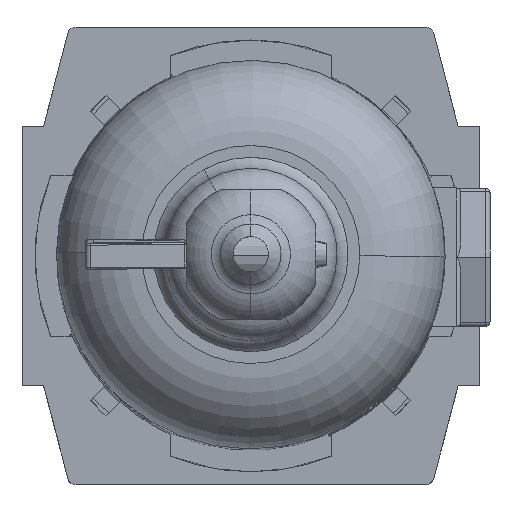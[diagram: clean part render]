
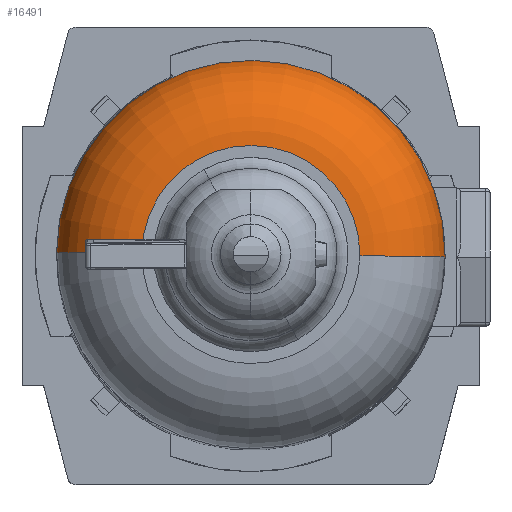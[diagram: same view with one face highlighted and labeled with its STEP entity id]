
A CAD part, top view. The second image highlights one B-rep face of the part: STEP entity #16491.
In plain terms, the highlighted toroidal (fillet/blend) face has major radius 12.625 mm and minor radius 9.875 mm.
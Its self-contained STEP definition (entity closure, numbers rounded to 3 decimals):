
#284 = DIRECTION ( 'NONE',  ( 0., 0., -1. ) ) ;
#1229 = AXIS2_PLACEMENT_3D ( 'NONE', #6126, #16825, #7648 ) ;
#1276 = VERTEX_POINT ( 'NONE', #18117 ) ;
#1567 = CIRCLE ( 'NONE', #1229, 9.875 ) ;
#3356 = DIRECTION ( 'NONE',  ( -1., 0., 0. ) ) ;
#3811 = ORIENTED_EDGE ( 'NONE', *, *, #11096, .T. ) ;
#3962 = DIRECTION ( 'NONE',  ( 0., 0., -1. ) ) ;
#4059 = AXIS2_PLACEMENT_3D ( 'NONE', #12499, #3356, #14048 ) ;
#4392 = DIRECTION ( 'NONE',  ( 0., -1., 0. ) ) ;
#4690 = AXIS2_PLACEMENT_3D ( 'NONE', #13093, #5411, #3962 ) ;
#5411 = DIRECTION ( 'NONE',  ( 0., -1., 0. ) ) ;
#6126 = CARTESIAN_POINT ( 'NONE',  ( 0., 9.875, 12.625 ) ) ;
#7423 = EDGE_LOOP ( 'NONE', ( #15088, #3811, #7919, #9986 ) ) ;
#7555 = CIRCLE ( 'NONE', #17320, 22.5 ) ;
#7648 = DIRECTION ( 'NONE',  ( 0., 0., -1. ) ) ;
#7820 = CARTESIAN_POINT ( 'NONE',  ( 0., 9.875, 22.5 ) ) ;
#7919 = ORIENTED_EDGE ( 'NONE', *, *, #16252, .T. ) ;
#9260 = EDGE_CURVE ( 'NONE', #16373, #10983, #11711, .T. ) ;
#9415 = DIRECTION ( 'NONE',  ( 0., -1., 0. ) ) ;
#9986 = ORIENTED_EDGE ( 'NONE', *, *, #9260, .F. ) ;
#10177 = CIRCLE ( 'NONE', #4059, 9.875 ) ;
#10983 = VERTEX_POINT ( 'NONE', #13281 ) ;
#11096 = EDGE_CURVE ( 'NONE', #11752, #1276, #7555, .T. ) ;
#11711 = CIRCLE ( 'NONE', #11772, 12.625 ) ;
#11752 = VERTEX_POINT ( 'NONE', #7820 ) ;
#11772 = AXIS2_PLACEMENT_3D ( 'NONE', #18574, #9415, #284 ) ;
#12499 = CARTESIAN_POINT ( 'NONE',  ( 0., 9.875, -12.625 ) ) ;
#12776 = CARTESIAN_POINT ( 'NONE',  ( 0., 0., 12.625 ) ) ;
#13093 = CARTESIAN_POINT ( 'NONE',  ( 0., 9.875, 0. ) ) ;
#13281 = CARTESIAN_POINT ( 'NONE',  ( 0., 0., -12.625 ) ) ;
#13521 = TOROIDAL_SURFACE ( 'NONE', #4690, 12.625, 9.875 ) ;
#13546 = CARTESIAN_POINT ( 'NONE',  ( 0., 9.875, 0. ) ) ;
#14048 = DIRECTION ( 'NONE',  ( 0., 0., 1. ) ) ;
#15088 = ORIENTED_EDGE ( 'NONE', *, *, #16716, .F. ) ;
#15091 = DIRECTION ( 'NONE',  ( 0., 0., -1. ) ) ;
#15465 = FACE_OUTER_BOUND ( 'NONE', #7423, .T. ) ;
#16252 = EDGE_CURVE ( 'NONE', #1276, #10983, #10177, .T. ) ;
#16373 = VERTEX_POINT ( 'NONE', #12776 ) ;
#16491 = ADVANCED_FACE ( 'NONE', ( #15465 ), #13521, .T. ) ;
#16716 = EDGE_CURVE ( 'NONE', #11752, #16373, #1567, .T. ) ;
#16825 = DIRECTION ( 'NONE',  ( 1., 0., 0. ) ) ;
#17320 = AXIS2_PLACEMENT_3D ( 'NONE', #13546, #4392, #15091 ) ;
#18117 = CARTESIAN_POINT ( 'NONE',  ( 0., 9.875, -22.5 ) ) ;
#18574 = CARTESIAN_POINT ( 'NONE',  ( 0., 0., 0. ) ) ;
